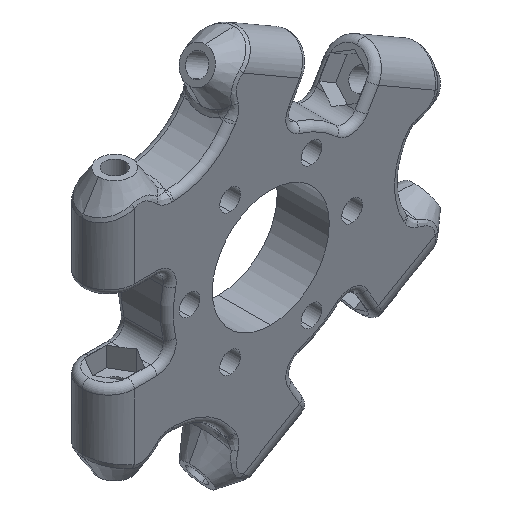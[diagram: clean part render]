
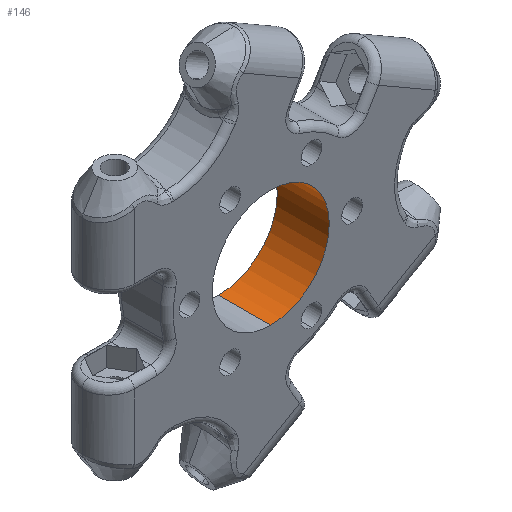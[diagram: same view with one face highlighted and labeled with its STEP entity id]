
A CAD part, isometric view. The second image highlights one B-rep face of the part: STEP entity #146.
In plain terms, the highlighted cylindrical face has radius 9 mm (diameter 18 mm), a partial arc.
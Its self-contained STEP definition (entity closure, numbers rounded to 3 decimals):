
#146 = ADVANCED_FACE ( 'NONE', ( #3561 ), #5745, .F. ) ;
#303 = EDGE_CURVE ( 'NONE', #1456, #7034, #2829, .T. ) ;
#638 = DIRECTION ( 'NONE',  ( 0., 0., 1. ) ) ;
#650 = CARTESIAN_POINT ( 'NONE',  ( 0., -4.295, 0. ) ) ;
#849 = ORIENTED_EDGE ( 'NONE', *, *, #5358, .T. ) ;
#982 = VERTEX_POINT ( 'NONE', #4670 ) ;
#1456 = VERTEX_POINT ( 'NONE', #1666 ) ;
#1630 = DIRECTION ( 'NONE',  ( 0., 1., 0. ) ) ;
#1666 = CARTESIAN_POINT ( 'NONE',  ( 0., -4., -9. ) ) ;
#2092 = CIRCLE ( 'NONE', #4671, 9. ) ;
#2829 = LINE ( 'NONE', #6833, #7072 ) ;
#2971 = CARTESIAN_POINT ( 'NONE',  ( 0., -4., 9. ) ) ;
#3003 = DIRECTION ( 'NONE',  ( 0., 1., 0. ) ) ;
#3306 = AXIS2_PLACEMENT_3D ( 'NONE', #9661, #1630, #10022 ) ;
#3561 = FACE_OUTER_BOUND ( 'NONE', #7763, .T. ) ;
#4670 = CARTESIAN_POINT ( 'NONE',  ( 0., 4., 9. ) ) ;
#4671 = AXIS2_PLACEMENT_3D ( 'NONE', #8447, #5351, #638 ) ;
#5351 = DIRECTION ( 'NONE',  ( 0., 1., 0. ) ) ;
#5358 = EDGE_CURVE ( 'NONE', #9797, #982, #6696, .T. ) ;
#5461 = CIRCLE ( 'NONE', #3306, 9. ) ;
#5686 = ORIENTED_EDGE ( 'NONE', *, *, #6438, .T. ) ;
#5745 = CYLINDRICAL_SURFACE ( 'NONE', #8690, 9. ) ;
#5917 = ORIENTED_EDGE ( 'NONE', *, *, #8212, .F. ) ;
#6438 = EDGE_CURVE ( 'NONE', #982, #7034, #2092, .T. ) ;
#6696 = LINE ( 'NONE', #8257, #6955 ) ;
#6833 = CARTESIAN_POINT ( 'NONE',  ( 0., -4.295, -9. ) ) ;
#6849 = DIRECTION ( 'NONE',  ( 0., 1., 0. ) ) ;
#6955 = VECTOR ( 'NONE', #7548, 1000. ) ;
#7034 = VERTEX_POINT ( 'NONE', #8263 ) ;
#7072 = VECTOR ( 'NONE', #3003, 1000. ) ;
#7548 = DIRECTION ( 'NONE',  ( 0., 1., 0. ) ) ;
#7660 = DIRECTION ( 'NONE',  ( 0., 0., 1. ) ) ;
#7763 = EDGE_LOOP ( 'NONE', ( #9931, #5917, #849, #5686 ) ) ;
#8212 = EDGE_CURVE ( 'NONE', #9797, #1456, #5461, .T. ) ;
#8257 = CARTESIAN_POINT ( 'NONE',  ( 0., -4.295, 9. ) ) ;
#8263 = CARTESIAN_POINT ( 'NONE',  ( 0., 4., -9. ) ) ;
#8447 = CARTESIAN_POINT ( 'NONE',  ( 0., 4., 0. ) ) ;
#8690 = AXIS2_PLACEMENT_3D ( 'NONE', #650, #6849, #7660 ) ;
#9661 = CARTESIAN_POINT ( 'NONE',  ( 0., -4., 0. ) ) ;
#9797 = VERTEX_POINT ( 'NONE', #2971 ) ;
#9931 = ORIENTED_EDGE ( 'NONE', *, *, #303, .F. ) ;
#10022 = DIRECTION ( 'NONE',  ( 0., 0., 1. ) ) ;
